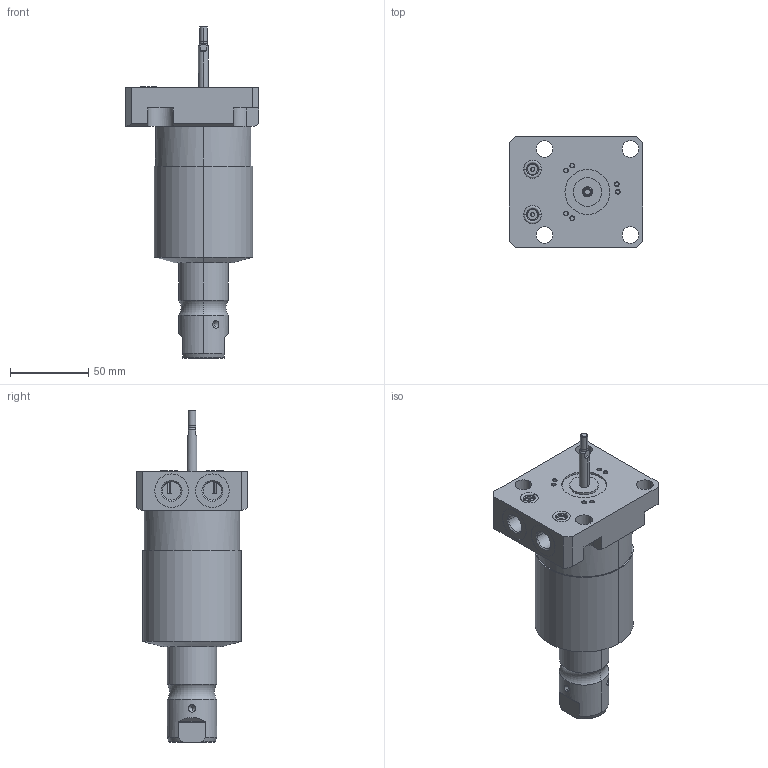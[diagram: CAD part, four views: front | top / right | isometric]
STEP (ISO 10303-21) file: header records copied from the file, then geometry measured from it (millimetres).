
FILE_DESCRIPTION((''),'2;1');
FILE_NAME('ILCM41422221PR','2014-07-09T',('jdw'),(''),'PRO/ENGINEER BY PARAMETRIC TECHNOLOGY CORPORATION, 2013320','PRO/ENGINEER BY PARAMETRIC TECHNOLOGY CORPORATION, 2013320','');
FILE_SCHEMA(('AUTOMOTIVE_DESIGN { 1 0 10303 214 1 1 1 1 }'));
Length unit declared in the file: millimetre
Products named in the file (1): ILCM41422221PR
Bounding box: 85.5 x 70.87 x 212.09 mm (x, y, z)
Volume: 435666.7 mm3; surface area: 49203.6 mm2
Topology: 1 solids, 9 shells, 182 faces, 455 edges, 292 vertices
Faces by surface type: cylinder 82, plane 68, cone 20, torus 12
Entity records: 5810 total; most frequent: CARTESIAN_POINT 1116, DIRECTION 999, ORIENTED_EDGE 860, EDGE_CURVE 447, AXIS2_PLACEMENT_3D 401, VERTEX_POINT 292, EDGE_LOOP 223, CIRCLE 218
